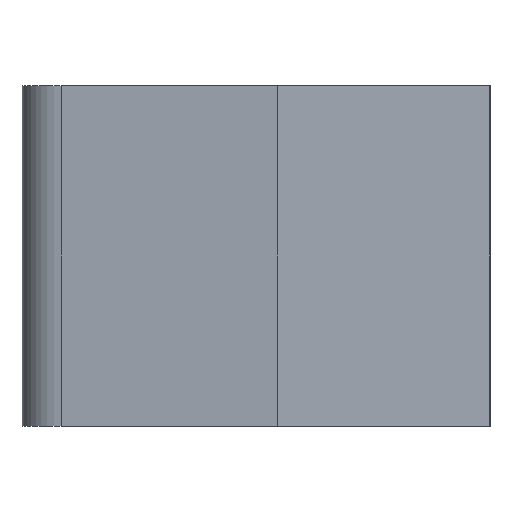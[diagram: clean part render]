
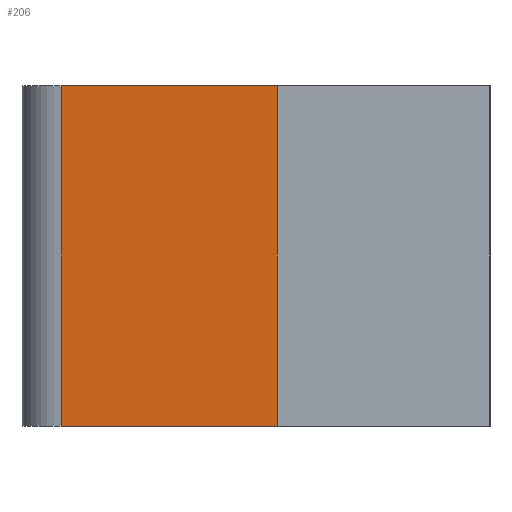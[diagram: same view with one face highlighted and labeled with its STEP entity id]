
A CAD part, left-side view. The second image highlights one B-rep face of the part: STEP entity #206.
In plain terms, the highlighted planar face has unit normal (-0.997, 0.083, 0).
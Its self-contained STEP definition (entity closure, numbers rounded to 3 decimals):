
#66 = VERTEX_POINT('',#67);
#67 = CARTESIAN_POINT('',(-0.6,0.25,0.4));
#73 = EDGE_CURVE('',#74,#66,#76,.T.);
#74 = VERTEX_POINT('',#75);
#75 = CARTESIAN_POINT('',(-0.6,0.25,-0.4));
#76 = LINE('',#77,#78);
#77 = CARTESIAN_POINT('',(-0.6,0.25,0.4));
#78 = VECTOR('',#79,1.);
#79 = DIRECTION('',(0.,-0.,1.));
#98 = VERTEX_POINT('',#99);
#99 = CARTESIAN_POINT('',(-0.558,0.758,-0.4));
#130 = EDGE_CURVE('',#98,#74,#131,.T.);
#131 = LINE('',#132,#133);
#132 = CARTESIAN_POINT('',(-0.558,0.758,-0.4));
#133 = VECTOR('',#134,1.);
#134 = DIRECTION('',(-0.083,-0.997,0.));
#187 = VERTEX_POINT('',#188);
#188 = CARTESIAN_POINT('',(-0.558,0.758,0.4));
#195 = EDGE_CURVE('',#187,#66,#196,.T.);
#196 = LINE('',#197,#198);
#197 = CARTESIAN_POINT('',(-0.558,0.758,0.4));
#198 = VECTOR('',#199,1.);
#199 = DIRECTION('',(-0.083,-0.997,0.));
#206 = ADVANCED_FACE('',(#207),#218,.T.);
#207 = FACE_BOUND('',#208,.T.);
#208 = EDGE_LOOP('',(#209,#210,#211,#212));
#209 = ORIENTED_EDGE('',*,*,#130,.T.);
#210 = ORIENTED_EDGE('',*,*,#73,.T.);
#211 = ORIENTED_EDGE('',*,*,#195,.F.);
#212 = ORIENTED_EDGE('',*,*,#213,.T.);
#213 = EDGE_CURVE('',#187,#98,#214,.T.);
#214 = LINE('',#215,#216);
#215 = CARTESIAN_POINT('',(-0.558,0.758,0.4));
#216 = VECTOR('',#217,1.);
#217 = DIRECTION('',(-0.,-0.,-1.));
#218 = PLANE('',#219);
#219 = AXIS2_PLACEMENT_3D('',#220,#221,#222);
#220 = CARTESIAN_POINT('',(-0.728,-1.291,0.4));
#221 = DIRECTION('',(-0.997,0.083,0.));
#222 = DIRECTION('',(-0.083,-0.997,0.));
